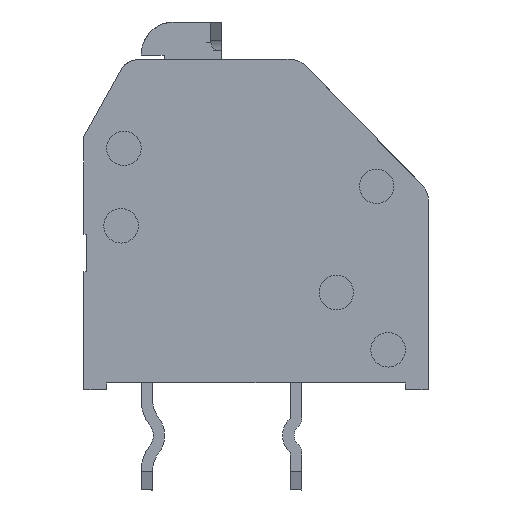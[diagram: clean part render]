
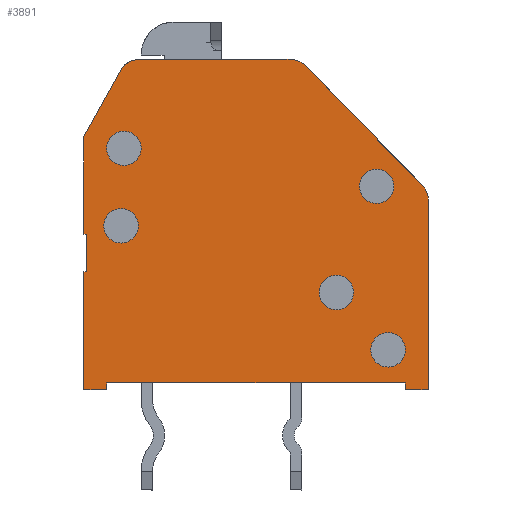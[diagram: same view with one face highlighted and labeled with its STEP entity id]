
A CAD part, left-side view. The second image highlights one B-rep face of the part: STEP entity #3891.
In plain terms, the highlighted face is planar.
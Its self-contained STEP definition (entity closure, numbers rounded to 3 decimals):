
#281=CIRCLE('',#4267,0.6);
#282=CIRCLE('',#4268,0.6);
#283=CIRCLE('',#4269,0.75);
#284=CIRCLE('',#4270,0.75);
#285=CIRCLE('',#4271,0.75);
#286=CIRCLE('',#4272,0.6);
#287=CIRCLE('',#4273,0.6);
#288=CIRCLE('',#4274,0.6);
#1227=ORIENTED_EDGE('',*,*,#1845,.T.);
#1228=ORIENTED_EDGE('',*,*,#1846,.T.);
#1229=ORIENTED_EDGE('',*,*,#1847,.T.);
#1230=ORIENTED_EDGE('',*,*,#1848,.T.);
#1231=ORIENTED_EDGE('',*,*,#1839,.T.);
#1232=ORIENTED_EDGE('',*,*,#1849,.T.);
#1233=ORIENTED_EDGE('',*,*,#1850,.T.);
#1234=ORIENTED_EDGE('',*,*,#1851,.T.);
#1235=ORIENTED_EDGE('',*,*,#1852,.T.);
#1236=ORIENTED_EDGE('',*,*,#1853,.T.);
#1237=ORIENTED_EDGE('',*,*,#1854,.T.);
#1238=ORIENTED_EDGE('',*,*,#1855,.T.);
#1239=ORIENTED_EDGE('',*,*,#1856,.T.);
#1240=ORIENTED_EDGE('',*,*,#1857,.T.);
#1241=ORIENTED_EDGE('',*,*,#1858,.T.);
#1242=ORIENTED_EDGE('',*,*,#1859,.T.);
#1243=ORIENTED_EDGE('',*,*,#1860,.T.);
#1244=ORIENTED_EDGE('',*,*,#1861,.T.);
#1245=ORIENTED_EDGE('',*,*,#1862,.T.);
#1246=ORIENTED_EDGE('',*,*,#1863,.T.);
#1247=ORIENTED_EDGE('',*,*,#1864,.T.);
#1248=ORIENTED_EDGE('',*,*,#1865,.T.);
#1839=EDGE_CURVE('',#2227,#2228,#2615,.T.);
#1845=EDGE_CURVE('',#2231,#2231,#281,.T.);
#1846=EDGE_CURVE('',#2232,#2232,#282,.T.);
#1847=EDGE_CURVE('',#2233,#2234,#2621,.T.);
#1848=EDGE_CURVE('',#2234,#2227,#283,.T.);
#1849=EDGE_CURVE('',#2228,#2235,#284,.T.);
#1850=EDGE_CURVE('',#2235,#2236,#2622,.T.);
#1851=EDGE_CURVE('',#2236,#2237,#2623,.T.);
#1852=EDGE_CURVE('',#2237,#2238,#2624,.T.);
#1853=EDGE_CURVE('',#2238,#2239,#2625,.T.);
#1854=EDGE_CURVE('',#2239,#2240,#2626,.T.);
#1855=EDGE_CURVE('',#2240,#2241,#2627,.T.);
#1856=EDGE_CURVE('',#2241,#2242,#2628,.T.);
#1857=EDGE_CURVE('',#2242,#2243,#2629,.T.);
#1858=EDGE_CURVE('',#2243,#2244,#2630,.T.);
#1859=EDGE_CURVE('',#2244,#2245,#2631,.T.);
#1860=EDGE_CURVE('',#2245,#2246,#2632,.T.);
#1861=EDGE_CURVE('',#2246,#2247,#2633,.T.);
#1862=EDGE_CURVE('',#2247,#2233,#285,.T.);
#1863=EDGE_CURVE('',#2248,#2248,#286,.T.);
#1864=EDGE_CURVE('',#2249,#2249,#287,.T.);
#1865=EDGE_CURVE('',#2250,#2250,#288,.T.);
#2227=VERTEX_POINT('',#6551);
#2228=VERTEX_POINT('',#6552);
#2231=VERTEX_POINT('',#6562);
#2232=VERTEX_POINT('',#6564);
#2233=VERTEX_POINT('',#6566);
#2234=VERTEX_POINT('',#6567);
#2235=VERTEX_POINT('',#6570);
#2236=VERTEX_POINT('',#6572);
#2237=VERTEX_POINT('',#6574);
#2238=VERTEX_POINT('',#6576);
#2239=VERTEX_POINT('',#6578);
#2240=VERTEX_POINT('',#6580);
#2241=VERTEX_POINT('',#6582);
#2242=VERTEX_POINT('',#6584);
#2243=VERTEX_POINT('',#6586);
#2244=VERTEX_POINT('',#6588);
#2245=VERTEX_POINT('',#6590);
#2246=VERTEX_POINT('',#6592);
#2247=VERTEX_POINT('',#6594);
#2248=VERTEX_POINT('',#6597);
#2249=VERTEX_POINT('',#6599);
#2250=VERTEX_POINT('',#6601);
#2615=LINE('',#6550,#3020);
#2621=LINE('',#6565,#3026);
#2622=LINE('',#6571,#3027);
#2623=LINE('',#6573,#3028);
#2624=LINE('',#6575,#3029);
#2625=LINE('',#6577,#3030);
#2626=LINE('',#6579,#3031);
#2627=LINE('',#6581,#3032);
#2628=LINE('',#6583,#3033);
#2629=LINE('',#6585,#3034);
#2630=LINE('',#6587,#3035);
#2631=LINE('',#6589,#3036);
#2632=LINE('',#6591,#3037);
#2633=LINE('',#6593,#3038);
#3020=VECTOR('',#5235,1000.);
#3026=VECTOR('',#5247,1000.);
#3027=VECTOR('',#5252,1000.);
#3028=VECTOR('',#5253,1000.);
#3029=VECTOR('',#5254,1000.);
#3030=VECTOR('',#5255,1000.);
#3031=VECTOR('',#5256,1000.);
#3032=VECTOR('',#5257,1000.);
#3033=VECTOR('',#5258,1000.);
#3034=VECTOR('',#5259,1000.);
#3035=VECTOR('',#5260,1000.);
#3036=VECTOR('',#5261,1000.);
#3037=VECTOR('',#5262,1000.);
#3038=VECTOR('',#5263,1000.);
#3274=EDGE_LOOP('',(#1227));
#3275=EDGE_LOOP('',(#1228));
#3276=EDGE_LOOP('',(#1229,#1230,#1231,#1232,#1233,#1234,#1235,#1236,#1237,
#1238,#1239,#1240,#1241,#1242,#1243,#1244,#1245));
#3277=EDGE_LOOP('',(#1246));
#3278=EDGE_LOOP('',(#1247));
#3279=EDGE_LOOP('',(#1248));
#3522=FACE_BOUND('',#3274,.T.);
#3523=FACE_BOUND('',#3275,.T.);
#3524=FACE_BOUND('',#3276,.T.);
#3525=FACE_BOUND('',#3277,.T.);
#3526=FACE_BOUND('',#3278,.T.);
#3527=FACE_BOUND('',#3279,.T.);
#3690=PLANE('',#4266);
#3891=ADVANCED_FACE('',(#3522,#3523,#3524,#3525,#3526,#3527),#3690,.T.);
#4266=AXIS2_PLACEMENT_3D('',#6560,#5241,#5242);
#4267=AXIS2_PLACEMENT_3D('',#6561,#5243,#5244);
#4268=AXIS2_PLACEMENT_3D('',#6563,#5245,#5246);
#4269=AXIS2_PLACEMENT_3D('',#6568,#5248,#5249);
#4270=AXIS2_PLACEMENT_3D('',#6569,#5250,#5251);
#4271=AXIS2_PLACEMENT_3D('',#6595,#5264,#5265);
#4272=AXIS2_PLACEMENT_3D('',#6596,#5266,#5267);
#4273=AXIS2_PLACEMENT_3D('',#6598,#5268,#5269);
#4274=AXIS2_PLACEMENT_3D('',#6600,#5270,#5271);
#5235=DIRECTION('',(0.,-1.,0.));
#5241=DIRECTION('',(1.,0.,0.));
#5242=DIRECTION('',(0.,0.,-1.));
#5243=DIRECTION('',(-1.,0.,0.));
#5244=DIRECTION('',(0.,1.,0.));
#5245=DIRECTION('',(-1.,0.,0.));
#5246=DIRECTION('',(0.,1.,0.));
#5247=DIRECTION('',(0.,-0.699,0.715));
#5248=DIRECTION('',(1.,0.,0.));
#5249=DIRECTION('',(0.,0.,-1.));
#5250=DIRECTION('',(1.,0.,0.));
#5251=DIRECTION('',(0.,0.,-1.));
#5252=DIRECTION('',(0.,-0.486,-0.874));
#5253=DIRECTION('',(0.,0.,-1.));
#5254=DIRECTION('',(0.,1.,0.));
#5255=DIRECTION('',(0.,0.,-1.));
#5256=DIRECTION('',(0.,-1.,0.));
#5257=DIRECTION('',(0.,0.,-1.));
#5258=DIRECTION('',(0.,1.,0.));
#5259=DIRECTION('',(0.,0.,1.));
#5260=DIRECTION('',(0.,1.,0.));
#5261=DIRECTION('',(0.,0.,-1.));
#5262=DIRECTION('',(0.,1.,0.));
#5263=DIRECTION('',(0.,0.,1.));
#5264=DIRECTION('',(1.,0.,0.));
#5265=DIRECTION('',(0.,0.,-1.));
#5266=DIRECTION('',(-1.,0.,0.));
#5267=DIRECTION('',(0.,1.,0.));
#5268=DIRECTION('',(-1.,0.,0.));
#5269=DIRECTION('',(0.,1.,0.));
#5270=DIRECTION('',(-1.,0.,0.));
#5271=DIRECTION('',(0.,1.,0.));
#6550=CARTESIAN_POINT('',(0.75,1.5,6.75));
#6551=CARTESIAN_POINT('',(0.75,1.185,6.75));
#6552=CARTESIAN_POINT('',(0.75,-4.059,6.75));
#6560=CARTESIAN_POINT('',(0.75,0.,0.));
#6561=CARTESIAN_POINT('',(0.75,4.2,2.33));
#6562=CARTESIAN_POINT('',(0.75,4.8,2.33));
#6563=CARTESIAN_POINT('',(0.75,-4.7,0.95));
#6564=CARTESIAN_POINT('',(0.75,-4.1,0.95));
#6565=CARTESIAN_POINT('',(0.75,6.,2.15));
#6566=CARTESIAN_POINT('',(0.75,5.786,2.369));
#6567=CARTESIAN_POINT('',(0.75,1.721,6.524));
#6568=CARTESIAN_POINT('',(0.75,1.185,6.));
#6569=CARTESIAN_POINT('',(0.75,-4.059,6.));
#6570=CARTESIAN_POINT('',(0.75,-4.714,6.364));
#6571=CARTESIAN_POINT('',(0.75,-4.5,6.75));
#6572=CARTESIAN_POINT('',(0.75,-6.,4.05));
#6573=CARTESIAN_POINT('',(0.75,-6.,4.05));
#6574=CARTESIAN_POINT('',(0.75,-6.,0.65));
#6575=CARTESIAN_POINT('',(0.75,-6.,0.65));
#6576=CARTESIAN_POINT('',(0.75,-5.9,0.65));
#6577=CARTESIAN_POINT('',(0.75,-5.9,0.65));
#6578=CARTESIAN_POINT('',(0.75,-5.9,-0.65));
#6579=CARTESIAN_POINT('',(0.75,-5.9,-0.65));
#6580=CARTESIAN_POINT('',(0.75,-6.,-0.65));
#6581=CARTESIAN_POINT('',(0.75,-6.,-0.65));
#6582=CARTESIAN_POINT('',(0.75,-6.,-4.75));
#6583=CARTESIAN_POINT('',(0.75,-6.,-4.75));
#6584=CARTESIAN_POINT('',(0.75,-5.2,-4.75));
#6585=CARTESIAN_POINT('',(0.75,-5.2,-4.75));
#6586=CARTESIAN_POINT('',(0.75,-5.2,-4.52));
#6587=CARTESIAN_POINT('',(0.75,-5.2,-4.52));
#6588=CARTESIAN_POINT('',(0.75,5.2,-4.52));
#6589=CARTESIAN_POINT('',(0.75,5.2,-4.52));
#6590=CARTESIAN_POINT('',(0.75,5.2,-4.75));
#6591=CARTESIAN_POINT('',(0.75,5.2,-4.75));
#6592=CARTESIAN_POINT('',(0.75,6.,-4.75));
#6593=CARTESIAN_POINT('',(0.75,6.,-4.75));
#6594=CARTESIAN_POINT('',(0.75,6.,1.844));
#6595=CARTESIAN_POINT('',(0.75,5.25,1.844));
#6596=CARTESIAN_POINT('',(0.75,-4.6,3.65));
#6597=CARTESIAN_POINT('',(0.75,-4.,3.65));
#6598=CARTESIAN_POINT('',(0.75,2.8,-1.37));
#6599=CARTESIAN_POINT('',(0.75,3.4,-1.37));
#6600=CARTESIAN_POINT('',(0.75,4.6,-3.37));
#6601=CARTESIAN_POINT('',(0.75,5.2,-3.37));
